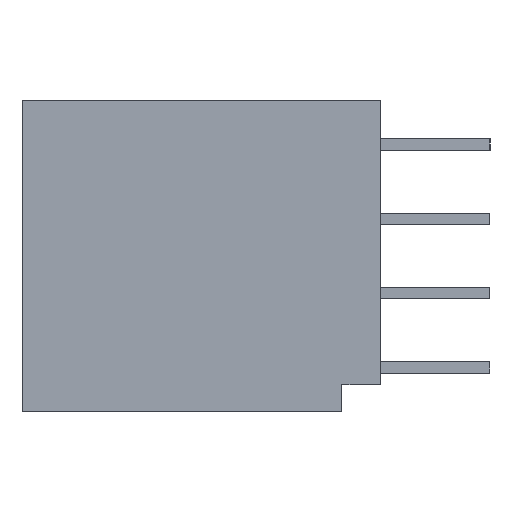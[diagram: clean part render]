
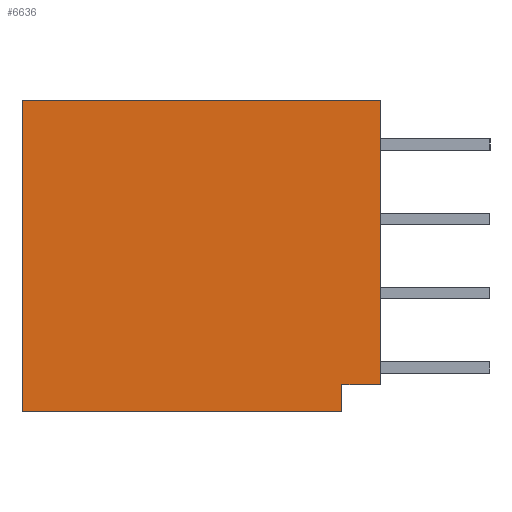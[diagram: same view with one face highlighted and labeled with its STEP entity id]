
A CAD part, left-side view. The second image highlights one B-rep face of the part: STEP entity #6636.
In plain terms, the highlighted planar face has unit normal (-1, 0, 0).
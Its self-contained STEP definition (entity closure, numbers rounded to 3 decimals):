
#241 = VECTOR ( 'NONE', #23883, 1000. ) ;
#1422 = CARTESIAN_POINT ( 'NONE',  ( -25.35, 0., -3.3 ) ) ;
#2507 = FACE_OUTER_BOUND ( 'NONE', #22325, .T. ) ;
#2512 = DIRECTION ( 'NONE',  ( 0., -1., 0. ) ) ;
#2778 = LINE ( 'NONE', #7746, #24371 ) ;
#2925 = CARTESIAN_POINT ( 'NONE',  ( -25.35, 8.2, 4. ) ) ;
#3779 = EDGE_CURVE ( 'NONE', #14584, #8865, #22266, .T. ) ;
#5445 = CARTESIAN_POINT ( 'NONE',  ( -25.35, 0., -4. ) ) ;
#5449 = ORIENTED_EDGE ( 'NONE', *, *, #3779, .F. ) ;
#6304 = CARTESIAN_POINT ( 'NONE',  ( -25.35, -1., -3.3 ) ) ;
#6636 = ADVANCED_FACE ( 'NONE', ( #2507 ), #15049, .F. ) ;
#6659 = VECTOR ( 'NONE', #14174, 1000. ) ;
#6851 = DIRECTION ( 'NONE',  ( 1., 0., 0. ) ) ;
#7239 = ORIENTED_EDGE ( 'NONE', *, *, #20901, .T. ) ;
#7421 = EDGE_CURVE ( 'NONE', #9940, #19181, #25308, .T. ) ;
#7547 = CARTESIAN_POINT ( 'NONE',  ( -25.35, 8.2, -4. ) ) ;
#7746 = CARTESIAN_POINT ( 'NONE',  ( -25.35, 8.2, 4. ) ) ;
#8865 = VERTEX_POINT ( 'NONE', #24767 ) ;
#8978 = EDGE_CURVE ( 'NONE', #8865, #19428, #18719, .T. ) ;
#9940 = VERTEX_POINT ( 'NONE', #5445 ) ;
#9949 = VECTOR ( 'NONE', #2512, 1000. ) ;
#10917 = ORIENTED_EDGE ( 'NONE', *, *, #15373, .T. ) ;
#11096 = DIRECTION ( 'NONE',  ( 0., 0., -1. ) ) ;
#11740 = LINE ( 'NONE', #21889, #241 ) ;
#12059 = VERTEX_POINT ( 'NONE', #1422 ) ;
#13171 = CARTESIAN_POINT ( 'NONE',  ( -25.35, -1., 4. ) ) ;
#14174 = DIRECTION ( 'NONE',  ( 0., -1., 0. ) ) ;
#14584 = VERTEX_POINT ( 'NONE', #2925 ) ;
#15049 = PLANE ( 'NONE',  #23419 ) ;
#15373 = EDGE_CURVE ( 'NONE', #12059, #19428, #26058, .T. ) ;
#16097 = ORIENTED_EDGE ( 'NONE', *, *, #22843, .F. ) ;
#17774 = CARTESIAN_POINT ( 'NONE',  ( -25.35, 8.2, -4. ) ) ;
#17829 = DIRECTION ( 'NONE',  ( 0., 1., 0. ) ) ;
#18092 = VECTOR ( 'NONE', #11096, 1000. ) ;
#18719 = LINE ( 'NONE', #13171, #18092 ) ;
#18905 = CARTESIAN_POINT ( 'NONE',  ( -25.35, -1., -3.3 ) ) ;
#19114 = CARTESIAN_POINT ( 'NONE',  ( -25.35, -1., 4. ) ) ;
#19181 = VERTEX_POINT ( 'NONE', #17774 ) ;
#19428 = VERTEX_POINT ( 'NONE', #6304 ) ;
#20132 = ORIENTED_EDGE ( 'NONE', *, *, #7421, .F. ) ;
#20901 = EDGE_CURVE ( 'NONE', #9940, #12059, #11740, .T. ) ;
#21118 = DIRECTION ( 'NONE',  ( 0., 0., -1. ) ) ;
#21889 = CARTESIAN_POINT ( 'NONE',  ( -25.35, 0., -4. ) ) ;
#21973 = DIRECTION ( 'NONE',  ( 0., 0., 1. ) ) ;
#22266 = LINE ( 'NONE', #26191, #6659 ) ;
#22325 = EDGE_LOOP ( 'NONE', ( #7239, #10917, #24351, #5449, #16097, #20132 ) ) ;
#22843 = EDGE_CURVE ( 'NONE', #19181, #14584, #2778, .T. ) ;
#23419 = AXIS2_PLACEMENT_3D ( 'NONE', #19114, #6851, #21118 ) ;
#23883 = DIRECTION ( 'NONE',  ( 0., 0., 1. ) ) ;
#24056 = VECTOR ( 'NONE', #17829, 1000. ) ;
#24351 = ORIENTED_EDGE ( 'NONE', *, *, #8978, .F. ) ;
#24371 = VECTOR ( 'NONE', #21973, 1000. ) ;
#24767 = CARTESIAN_POINT ( 'NONE',  ( -25.35, -1., 4. ) ) ;
#25308 = LINE ( 'NONE', #7547, #24056 ) ;
#26058 = LINE ( 'NONE', #18905, #9949 ) ;
#26191 = CARTESIAN_POINT ( 'NONE',  ( -25.35, 8.2, 4. ) ) ;
